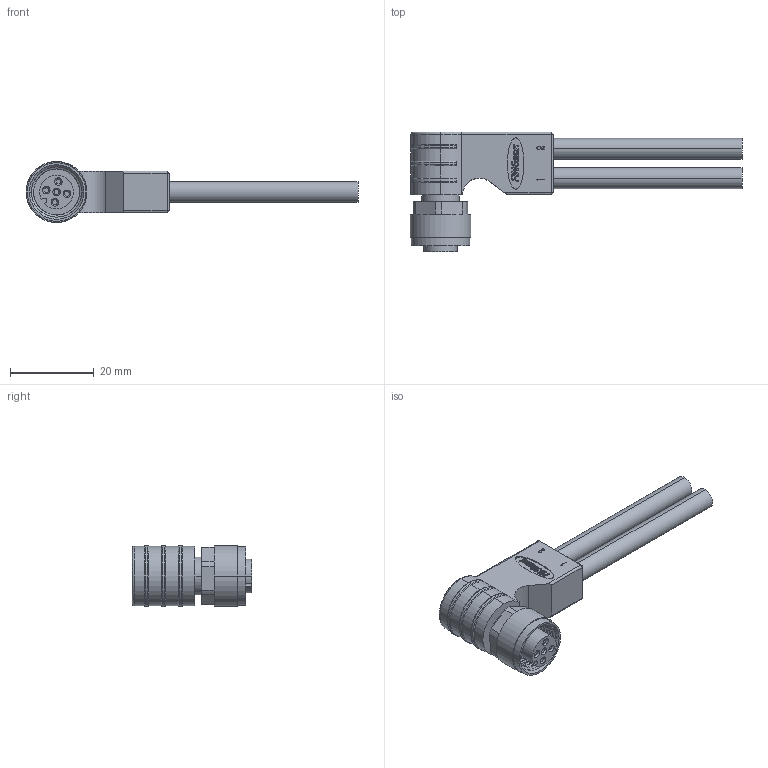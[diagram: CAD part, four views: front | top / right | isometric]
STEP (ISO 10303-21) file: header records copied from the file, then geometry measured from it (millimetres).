
FILE_DESCRIPTION (( 'STEP AP203' ), '1' );
FILE_NAME ('P116.STEP', '2020-03-31T03:41:49', ( 'edpusr' ), ( 'Microsoft' ), 'SwSTEP 2.0', 'SolidWorks 2015', '' );
FILE_SCHEMA (( 'CONFIG_CONTROL_DESIGN' ));
Length unit declared in the file: millimetre
Products named in the file (1): P116
Bounding box: 79.2 x 28.6 x 14.6 mm (x, y, z)
Volume: 8250.2 mm3; surface area: 5080.3 mm2
Topology: 2 solids, 2 shells, 429 faces, 1143 edges, 744 vertices
Faces by surface type: plane 204, cylinder 151, bspline 58, cone 16
Entity records: 16274 total; most frequent: CARTESIAN_POINT 5711, ORIENTED_EDGE 2278, DIRECTION 2077, EDGE_CURVE 1139, VERTEX_POINT 744, LINE 703, VECTOR 703, AXIS2_PLACEMENT_3D 687
